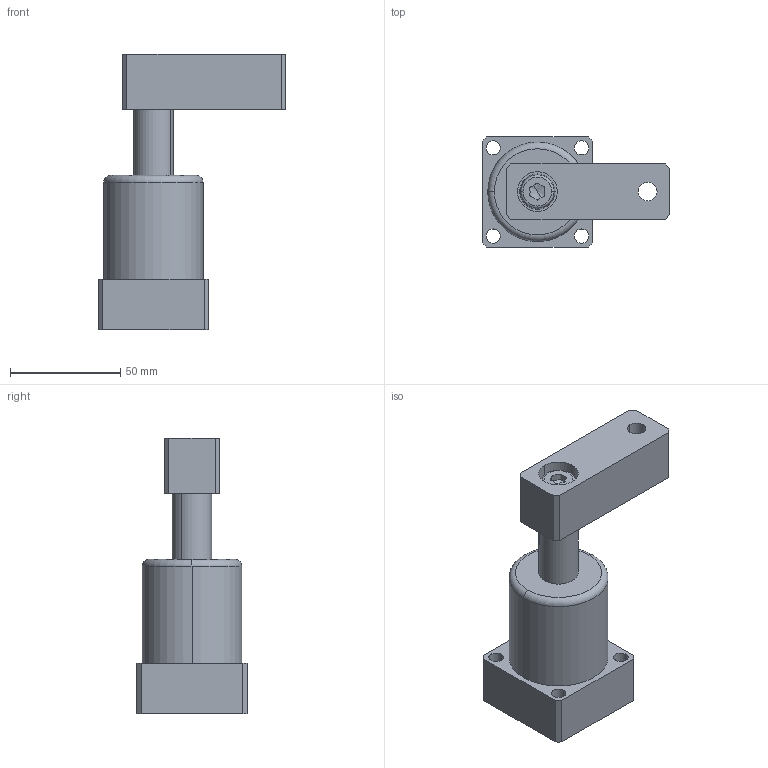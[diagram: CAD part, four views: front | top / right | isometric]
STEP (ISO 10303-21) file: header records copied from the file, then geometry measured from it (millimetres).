
FILE_DESCRIPTION (( 'STEP AP203' ), '1' );
FILE_NAME ('HNS-25-G.STEP', '2019-10-06T09:22:10', ( '微软用户' ), ( '微软中国' ), 'SwSTEP 2.0', 'SolidWorks 2012', '' );
FILE_SCHEMA (( 'CONFIG_CONTROL_DESIGN' ));
Length unit declared in the file: millimetre
Products named in the file (5): HNS-25-G掛极; hex lobular socket head cap screws-4.8 gb_GB_HEXAGON_TYPE21 M10X16-16-N; HNS-25-G; HNS-25活塞杆; HNS-25揤旋
Assembly tree (4 placements, depth 2):
  HNS-25-G
    HNS-25活塞杆
    HNS-25揤旋
    hex lobular socket head cap screws-4.8 gb_GB_HEXAGON_TYPE21 M10X16-16-N
    HNS-25-G掛极
Bounding box: 85 x 50 x 125 mm (x, y, z)
Volume: 166362.9 mm3; surface area: 39113.4 mm2
Topology: 4 solids, 4 shells, 147 faces, 353 edges, 228 vertices
Faces by surface type: plane 69, cylinder 40, bspline 20, torus 10, cone 8
Entity records: 5642 total; most frequent: CARTESIAN_POINT 1721, ORIENTED_EDGE 698, DIRECTION 689, EDGE_CURVE 349, AXIS2_PLACEMENT_3D 244, VERTEX_POINT 228, VECTOR 201, LINE 201
